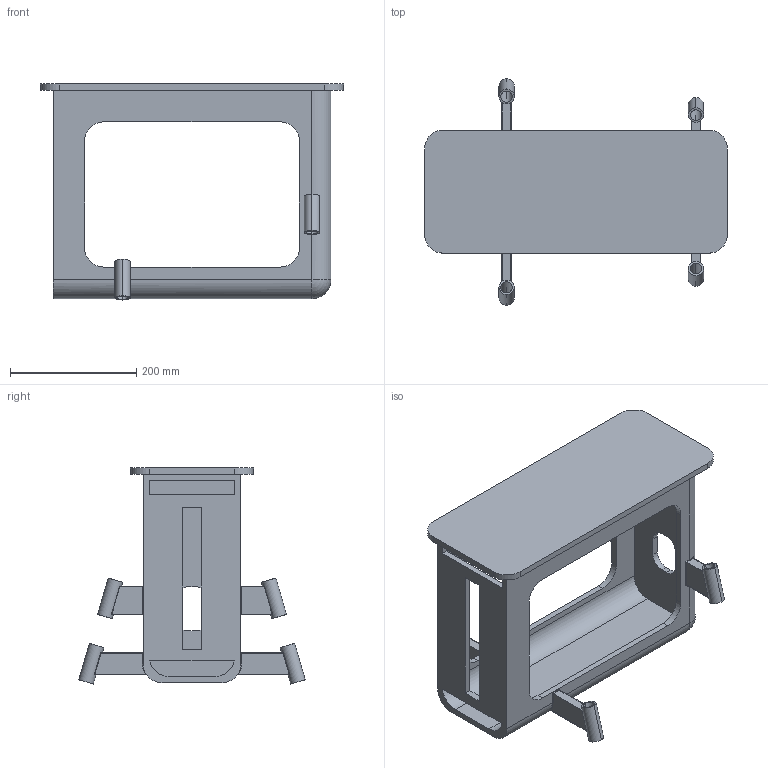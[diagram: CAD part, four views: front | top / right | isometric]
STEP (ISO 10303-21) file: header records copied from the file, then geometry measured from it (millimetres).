
FILE_DESCRIPTION (( 'STEP AP203' ), '1' );
FILE_NAME ('Device Box_Default_sldprt.STEP', '2022-04-16T10:24:36', ( '' ), ( '' ), 'SwSTEP 2.0', 'SolidWorks 2019', '' );
FILE_SCHEMA (( 'CONFIG_CONTROL_DESIGN' ));
Length unit declared in the file: millimetre
Products named in the file (1): Device Box_Default_sldprt
Bounding box: 480 x 358.52 x 342.16 mm (x, y, z)
Volume: 4061424.3 mm3; surface area: 788883.2 mm2
Topology: 1 solids, 5 shells, 154 faces, 409 edges, 264 vertices
Faces by surface type: plane 95, cylinder 49, cone 8, sphere 2
Entity records: 4860 total; most frequent: CARTESIAN_POINT 958, ORIENTED_EDGE 814, DIRECTION 777, EDGE_CURVE 407, VERTEX_POINT 264, VECTOR 259, LINE 259, AXIS2_PLACEMENT_3D 259
